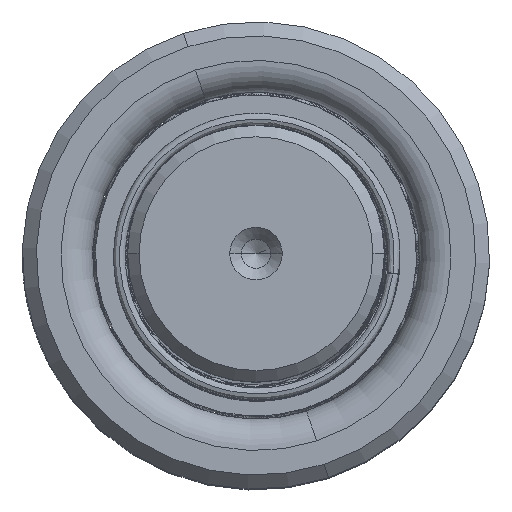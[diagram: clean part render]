
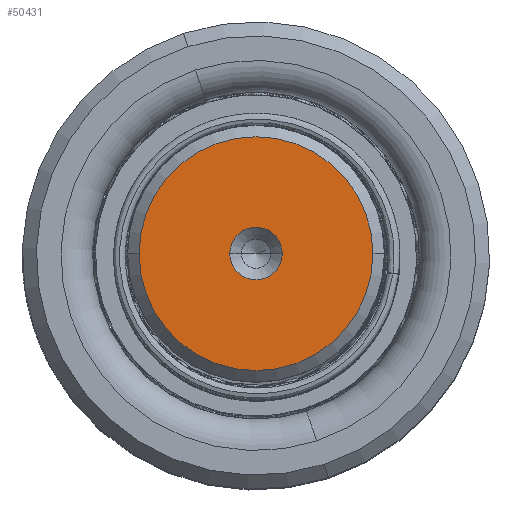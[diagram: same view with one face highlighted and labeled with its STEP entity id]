
A CAD part, top view. The second image highlights one B-rep face of the part: STEP entity #50431.
In plain terms, the highlighted planar face has unit normal (0, 0, 1).
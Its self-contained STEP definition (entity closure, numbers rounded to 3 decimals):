
#1656 = ORIENTED_EDGE ( 'NONE', *, *, #11044, .F. ) ;
#1903 = VERTEX_POINT ( 'NONE', #21310 ) ;
#5849 = CARTESIAN_POINT ( 'NONE',  ( 0., 0., 140. ) ) ;
#5920 = EDGE_CURVE ( 'NONE', #31554, #1903, #27345, .T. ) ;
#7454 = CARTESIAN_POINT ( 'NONE',  ( 0., 0., 140. ) ) ;
#9109 = EDGE_LOOP ( 'NONE', ( #33760, #42391 ) ) ;
#9941 = EDGE_CURVE ( 'NONE', #21588, #46146, #27825, .T. ) ;
#10230 = AXIS2_PLACEMENT_3D ( 'NONE', #7454, #39735, #39564 ) ;
#10819 = ORIENTED_EDGE ( 'NONE', *, *, #5920, .F. ) ;
#11044 = EDGE_CURVE ( 'NONE', #1903, #31554, #25342, .T. ) ;
#11145 = DIRECTION ( 'NONE',  ( 0., 0., 1. ) ) ;
#11612 = CARTESIAN_POINT ( 'NONE',  ( -2.25, 0., 140. ) ) ;
#14008 = CIRCLE ( 'NONE', #37232, 10.009 ) ;
#15245 = AXIS2_PLACEMENT_3D ( 'NONE', #5849, #42479, #42977 ) ;
#18437 = DIRECTION ( 'NONE',  ( 1., 0., 0. ) ) ;
#21310 = CARTESIAN_POINT ( 'NONE',  ( 2.25, 0., 140. ) ) ;
#21537 = CARTESIAN_POINT ( 'NONE',  ( 0., 0., 140. ) ) ;
#21588 = VERTEX_POINT ( 'NONE', #22471 ) ;
#22471 = CARTESIAN_POINT ( 'NONE',  ( -10.009, 0., 140. ) ) ;
#23607 = FACE_OUTER_BOUND ( 'NONE', #9109, .T. ) ;
#25342 = CIRCLE ( 'NONE', #43214, 2.25 ) ;
#25646 = PLANE ( 'NONE',  #15245 ) ;
#26181 = CARTESIAN_POINT ( 'NONE',  ( 0., 0., 140. ) ) ;
#27345 = CIRCLE ( 'NONE', #10230, 2.25 ) ;
#27825 = CIRCLE ( 'NONE', #32873, 10.009 ) ;
#31554 = VERTEX_POINT ( 'NONE', #11612 ) ;
#32873 = AXIS2_PLACEMENT_3D ( 'NONE', #21537, #49686, #33924 ) ;
#33760 = ORIENTED_EDGE ( 'NONE', *, *, #9941, .T. ) ;
#33924 = DIRECTION ( 'NONE',  ( 1., 0., 0. ) ) ;
#34063 = EDGE_CURVE ( 'NONE', #46146, #21588, #14008, .T. ) ;
#34872 = DIRECTION ( 'NONE',  ( 1., 0., 0. ) ) ;
#36122 = FACE_BOUND ( 'NONE', #40290, .T. ) ;
#37232 = AXIS2_PLACEMENT_3D ( 'NONE', #26181, #50295, #34872 ) ;
#39564 = DIRECTION ( 'NONE',  ( 1., 0., 0. ) ) ;
#39735 = DIRECTION ( 'NONE',  ( 0., 0., 1. ) ) ;
#40290 = EDGE_LOOP ( 'NONE', ( #1656, #10819 ) ) ;
#42391 = ORIENTED_EDGE ( 'NONE', *, *, #34063, .T. ) ;
#42479 = DIRECTION ( 'NONE',  ( 0., 0., 1. ) ) ;
#42977 = DIRECTION ( 'NONE',  ( 1., 0., 0. ) ) ;
#43214 = AXIS2_PLACEMENT_3D ( 'NONE', #50414, #11145, #18437 ) ;
#46146 = VERTEX_POINT ( 'NONE', #49691 ) ;
#49686 = DIRECTION ( 'NONE',  ( 0., 0., 1. ) ) ;
#49691 = CARTESIAN_POINT ( 'NONE',  ( 10.009, 0., 140. ) ) ;
#50295 = DIRECTION ( 'NONE',  ( 0., 0., 1. ) ) ;
#50414 = CARTESIAN_POINT ( 'NONE',  ( 0., 0., 140. ) ) ;
#50431 = ADVANCED_FACE ( 'NONE', ( #36122, #23607 ), #25646, .T. ) ;
